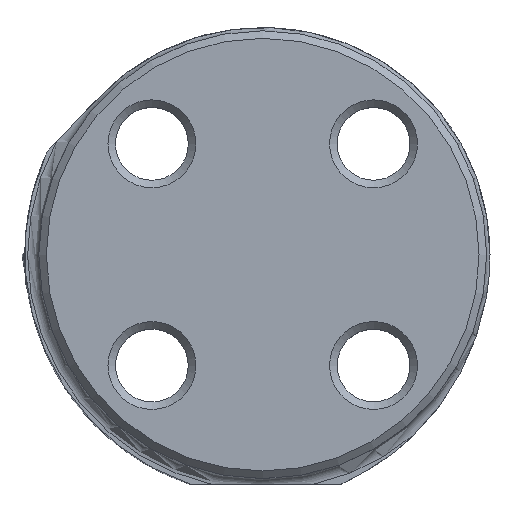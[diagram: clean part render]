
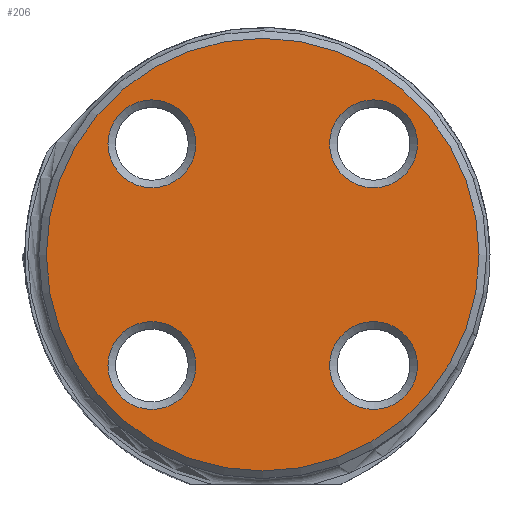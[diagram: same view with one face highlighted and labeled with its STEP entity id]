
A CAD part, top view. The second image highlights one B-rep face of the part: STEP entity #206.
In plain terms, the highlighted planar face has unit normal (0, 0, 1).
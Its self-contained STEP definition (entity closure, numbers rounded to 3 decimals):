
#125=FACE_BOUND('',#367,.T.);
#126=FACE_BOUND('',#368,.T.);
#127=FACE_BOUND('',#369,.T.);
#128=FACE_BOUND('',#370,.T.);
#129=FACE_BOUND('',#371,.T.);
#164=PLANE('',#1517);
#206=ADVANCED_FACE('',(#125,#126,#127,#128,#129),#164,.F.);
#367=EDGE_LOOP('',(#789));
#368=EDGE_LOOP('',(#790));
#369=EDGE_LOOP('',(#791));
#370=EDGE_LOOP('',(#792));
#371=EDGE_LOOP('',(#793));
#459=CIRCLE('',#1511,19.325);
#460=CIRCLE('',#1513,3.925);
#461=CIRCLE('',#1514,3.925);
#462=CIRCLE('',#1515,3.925);
#463=CIRCLE('',#1516,3.925);
#789=ORIENTED_EDGE('',*,*,#1264,.F.);
#790=ORIENTED_EDGE('',*,*,#1265,.T.);
#791=ORIENTED_EDGE('',*,*,#1266,.T.);
#792=ORIENTED_EDGE('',*,*,#1267,.F.);
#793=ORIENTED_EDGE('',*,*,#1263,.F.);
#1108=VERTEX_POINT('',#2941);
#1109=VERTEX_POINT('',#2944);
#1110=VERTEX_POINT('',#2946);
#1111=VERTEX_POINT('',#2948);
#1112=VERTEX_POINT('',#2950);
#1263=EDGE_CURVE('',#1108,#1108,#459,.T.);
#1264=EDGE_CURVE('',#1109,#1109,#460,.T.);
#1265=EDGE_CURVE('',#1110,#1110,#461,.T.);
#1266=EDGE_CURVE('',#1111,#1111,#462,.T.);
#1267=EDGE_CURVE('',#1112,#1112,#463,.T.);
#1511=AXIS2_PLACEMENT_3D('',#2940,#1699,#1700);
#1513=AXIS2_PLACEMENT_3D('',#2943,#1703,#1704);
#1514=AXIS2_PLACEMENT_3D('',#2945,#1705,#1706);
#1515=AXIS2_PLACEMENT_3D('',#2947,#1707,#1708);
#1516=AXIS2_PLACEMENT_3D('',#2949,#1709,#1710);
#1517=AXIS2_PLACEMENT_3D('',#2951,#1711,#1712);
#1699=DIRECTION('',(0.,0.,-1.));
#1700=DIRECTION('',(-1.,0.,0.));
#1703=DIRECTION('',(0.,0.,1.));
#1704=DIRECTION('',(-1.,0.,0.));
#1705=DIRECTION('',(0.,0.,-1.));
#1706=DIRECTION('',(-1.,0.,0.));
#1707=DIRECTION('',(0.,0.,-1.));
#1708=DIRECTION('',(-1.,0.,0.));
#1709=DIRECTION('',(0.,0.,1.));
#1710=DIRECTION('',(-1.,0.,0.));
#1711=DIRECTION('',(0.,0.,-1.));
#1712=DIRECTION('',(-1.,0.,0.));
#2940=CARTESIAN_POINT('',(0.,0.,0.));
#2941=CARTESIAN_POINT('',(-19.325,0.,0.));
#2943=CARTESIAN_POINT('',(9.899,-9.899,0.));
#2944=CARTESIAN_POINT('',(5.974,-9.899,0.));
#2945=CARTESIAN_POINT('',(9.899,9.899,0.));
#2946=CARTESIAN_POINT('',(5.974,9.899,0.));
#2947=CARTESIAN_POINT('',(-9.899,-9.899,0.));
#2948=CARTESIAN_POINT('',(-13.824,-9.899,0.));
#2949=CARTESIAN_POINT('',(-9.899,9.899,0.));
#2950=CARTESIAN_POINT('',(-13.824,9.899,0.));
#2951=CARTESIAN_POINT('',(0.,0.,0.));
